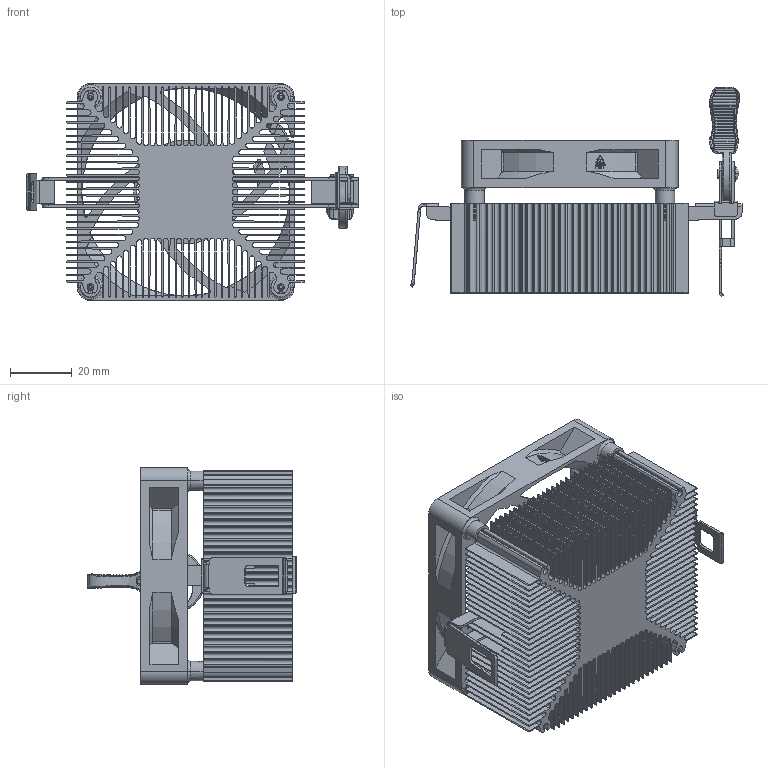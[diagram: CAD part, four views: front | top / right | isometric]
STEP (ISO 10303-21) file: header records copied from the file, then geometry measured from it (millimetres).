
FILE_DESCRIPTION((''),'2;1');
FILE_NAME('ASM0001_ASM','2019-08-19T',('CHARLES.TL.CHEN'),(''),'PRO/ENGINEER BY PARAMETRIC TECHNOLOGY CORPORATION, 2009360','PRO/ENGINEER BY PARAMETRIC TECHNOLOGY CORPORATION, 2009360','');
FILE_SCHEMA(('AUTOMOTIVE_DESIGN_CC2 { 1 2 10303 214 -1 1 5 2 }'));
Length unit declared in the file: millimetre
Products named in the file (11): 29MM; CLIP_H1_1; CLIP_H2_1; METAL_PIN_1; BAR1110_41; METAL_2; 24_5_CLIP_ASM_10_ASM; 24_5_CLIP_ASM_ASM; 4102077200-A; T2_5_WASHER_SCREW_; ASM0001_ASM
Assembly tree (13 placements, depth 4):
  ASM0001_ASM
    29MM
    24_5_CLIP_ASM_ASM
      24_5_CLIP_ASM_10_ASM
        CLIP_H1_1
        CLIP_H2_1
        METAL_PIN_1
        BAR1110_41
        METAL_2
    4102077200-A
    T2_5_WASHER_SCREW_  x4
Bounding box: 107.28 x 67.8 x 70 mm (x, y, z)
Volume: 75207.3 mm3; surface area: 136867.3 mm2
Topology: 11 solids, 11 shells, 2058 faces, 5749 edges, 3779 vertices
Faces by surface type: cylinder 862, plane 752, bspline 180, torus 127, cone 114, sphere 18, extrusion 5
Entity records: 81743 total; most frequent: CARTESIAN_POINT 30711, ORIENTED_EDGE 9868, DIRECTION 9116, EDGE_CURVE 4934, AXIS2_PLACEMENT_3D 3370, VERTEX_POINT 3242, VECTOR 2376, LINE 2371
